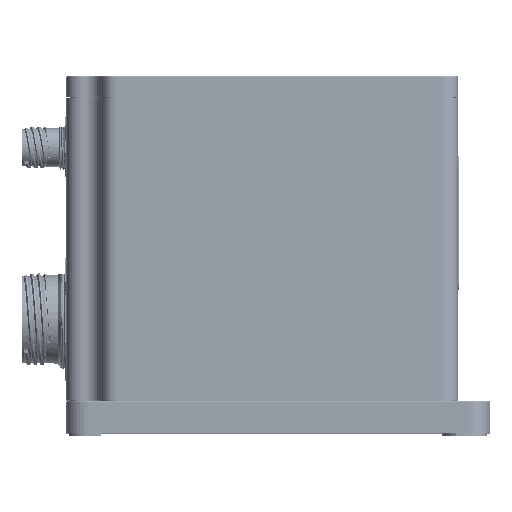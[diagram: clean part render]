
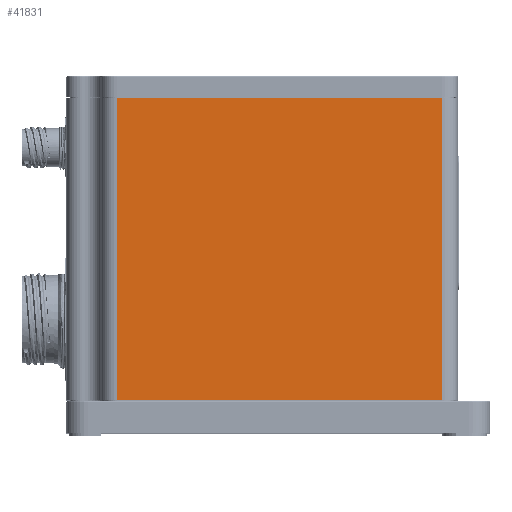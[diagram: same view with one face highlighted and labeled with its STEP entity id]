
A CAD part, top view. The second image highlights one B-rep face of the part: STEP entity #41831.
In plain terms, the highlighted face is planar.
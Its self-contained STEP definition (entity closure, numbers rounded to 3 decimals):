
#2836 = VECTOR ( 'NONE', #108440, 1000. ) ;
#4088 = PLANE ( 'NONE',  #72077 ) ;
#8571 = DIRECTION ( 'NONE',  ( 0., 0., -1. ) ) ;
#17249 = CARTESIAN_POINT ( 'NONE',  ( -83., 6., 57. ) ) ;
#18972 = ORIENTED_EDGE ( 'NONE', *, *, #40586, .T. ) ;
#23329 = CARTESIAN_POINT ( 'NONE',  ( -83., 6., 58.5 ) ) ;
#25272 = CARTESIAN_POINT ( 'NONE',  ( -83., -117., 57. ) ) ;
#31631 = VERTEX_POINT ( 'NONE', #54048 ) ;
#31939 = DIRECTION ( 'NONE',  ( 0., 1., 0. ) ) ;
#31970 = VERTEX_POINT ( 'NONE', #25272 ) ;
#37338 = LINE ( 'NONE', #70338, #83906 ) ;
#40586 = EDGE_CURVE ( 'NONE', #31631, #99480, #103603, .T. ) ;
#41831 = ADVANCED_FACE ( 'NONE', ( #97505 ), #4088, .F. ) ;
#44122 = DIRECTION ( 'NONE',  ( 0., 0., -1. ) ) ;
#45265 = ORIENTED_EDGE ( 'NONE', *, *, #102602, .T. ) ;
#46698 = EDGE_LOOP ( 'NONE', ( #18972, #98004, #86594, #45265 ) ) ;
#49653 = DIRECTION ( 'NONE',  ( 1., 0., 0. ) ) ;
#51770 = EDGE_CURVE ( 'NONE', #31970, #99480, #37338, .T. ) ;
#54048 = CARTESIAN_POINT ( 'NONE',  ( -83., 6., -57. ) ) ;
#58720 = CARTESIAN_POINT ( 'NONE',  ( -83., 6., 57. ) ) ;
#70338 = CARTESIAN_POINT ( 'NONE',  ( -83., -117., 58.5 ) ) ;
#72077 = AXIS2_PLACEMENT_3D ( 'NONE', #23329, #49653, #31939 ) ;
#76935 = VECTOR ( 'NONE', #44122, 1000. ) ;
#82832 = CARTESIAN_POINT ( 'NONE',  ( -83., 6., -57. ) ) ;
#83860 = VECTOR ( 'NONE', #100582, 1000. ) ;
#83906 = VECTOR ( 'NONE', #8571, 1000. ) ;
#86594 = ORIENTED_EDGE ( 'NONE', *, *, #104571, .F. ) ;
#97505 = FACE_OUTER_BOUND ( 'NONE', #46698, .T. ) ;
#98004 = ORIENTED_EDGE ( 'NONE', *, *, #51770, .F. ) ;
#99480 = VERTEX_POINT ( 'NONE', #114193 ) ;
#100582 = DIRECTION ( 'NONE',  ( 0., -1., 0. ) ) ;
#100901 = LINE ( 'NONE', #116131, #76935 ) ;
#102602 = EDGE_CURVE ( 'NONE', #110113, #31631, #100901, .T. ) ;
#103603 = LINE ( 'NONE', #82832, #83860 ) ;
#104571 = EDGE_CURVE ( 'NONE', #110113, #31970, #105535, .T. ) ;
#105535 = LINE ( 'NONE', #17249, #2836 ) ;
#108440 = DIRECTION ( 'NONE',  ( 0., -1., 0. ) ) ;
#110113 = VERTEX_POINT ( 'NONE', #58720 ) ;
#114193 = CARTESIAN_POINT ( 'NONE',  ( -83., -117., -57. ) ) ;
#116131 = CARTESIAN_POINT ( 'NONE',  ( -83., 6., 58.5 ) ) ;
